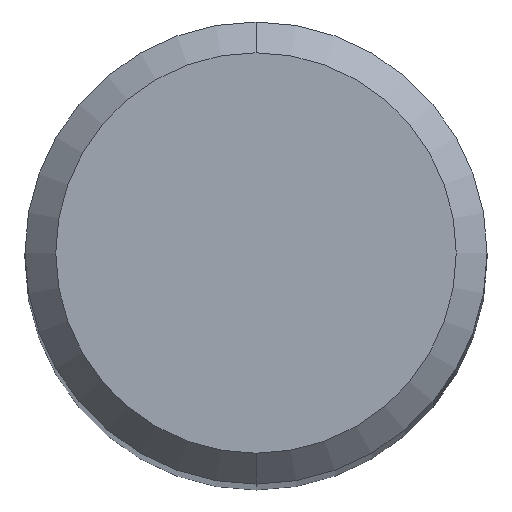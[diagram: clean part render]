
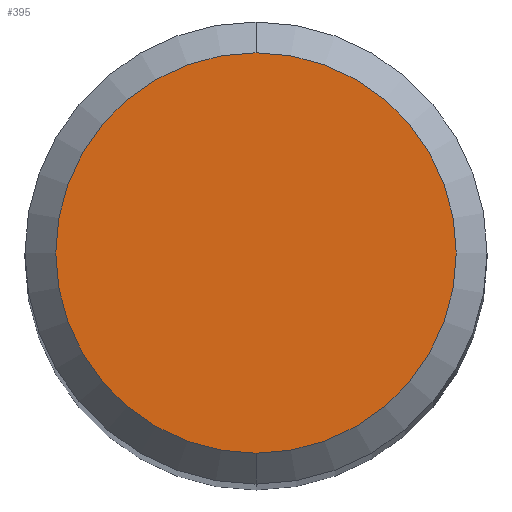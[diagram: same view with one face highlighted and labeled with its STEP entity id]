
A CAD part, top view. The second image highlights one B-rep face of the part: STEP entity #395.
In plain terms, the highlighted planar face has unit normal (0, 0, 1).
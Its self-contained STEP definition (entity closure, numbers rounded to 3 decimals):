
#199=VERTEX_POINT('',#531);
#335=VERTEX_POINT('',#687);
#381=EDGE_CURVE('',#199,#335,#738,.T.);
#395=ADVANCED_FACE('',(#753),#754,.T.);
#401=EDGE_CURVE('',#335,#199,#760,.T.);
#531=CARTESIAN_POINT('',(0.,-2.6,0.0));
#687=CARTESIAN_POINT('',(0.0,2.6,0.0));
#738=CIRCLE('',#1294,2.6);
#753=FACE_OUTER_BOUND('',#1314,.T.);
#754=PLANE('',#1315);
#760=CIRCLE('',#1325,2.6);
#1294=AXIS2_PLACEMENT_3D('',#1807,#1808,#1809);
#1314=EDGE_LOOP('',(#1824,#1825));
#1315=AXIS2_PLACEMENT_3D('',#1826,#1827,#1828);
#1325=AXIS2_PLACEMENT_3D('',#1833,#1834,#1835);
#1807=CARTESIAN_POINT('',(0.0,0.0,0.0));
#1808=DIRECTION('',(0.0,0.0,-1.0));
#1809=DIRECTION('',(0.0,1.0,0.0));
#1824=ORIENTED_EDGE('',*,*,#401,.F.);
#1825=ORIENTED_EDGE('',*,*,#381,.F.);
#1826=CARTESIAN_POINT('',(0.0,1.3,0.0));
#1827=DIRECTION('',(-0.0,0.0,1.0));
#1828=DIRECTION('',(0.0,-1.0,0.0));
#1833=CARTESIAN_POINT('',(0.0,0.0,0.0));
#1834=DIRECTION('',(0.0,0.0,-1.0));
#1835=DIRECTION('',(0.0,1.0,0.0));
